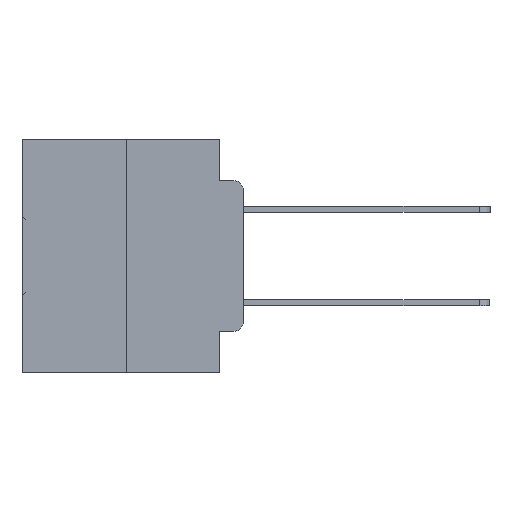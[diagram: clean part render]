
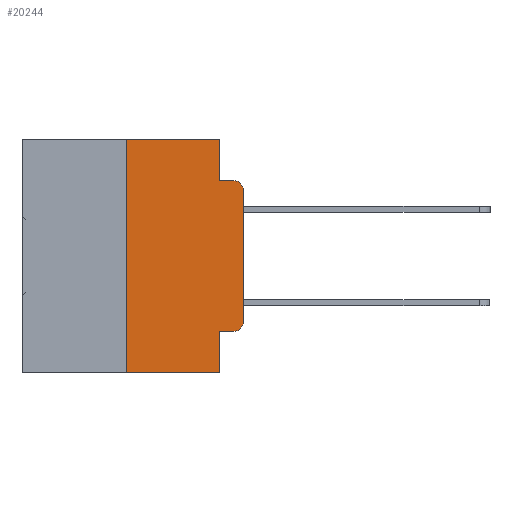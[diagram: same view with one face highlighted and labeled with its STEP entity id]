
A CAD part, left-side view. The second image highlights one B-rep face of the part: STEP entity #20244.
In plain terms, the highlighted planar face has unit normal (-1, 0, 0).
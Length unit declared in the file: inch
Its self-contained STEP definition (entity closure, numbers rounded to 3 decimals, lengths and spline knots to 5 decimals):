
#113 = ORIENTED_EDGE ( 'NONE', *, *, #18227, .F. ) ;
#652 = AXIS2_PLACEMENT_3D ( 'NONE', #11646, #30010, #14338 ) ;
#741 = DIRECTION ( 'NONE',  ( 0., 0., -1. ) ) ;
#1288 = ORIENTED_EDGE ( 'NONE', *, *, #12044, .T. ) ;
#1303 = VERTEX_POINT ( 'NONE', #5145 ) ;
#1633 = VERTEX_POINT ( 'NONE', #22945 ) ;
#1821 = DIRECTION ( 'NONE',  ( -1., 0., 0. ) ) ;
#2299 = DIRECTION ( 'NONE',  ( 0., -1., 0. ) ) ;
#3056 = DIRECTION ( 'NONE',  ( 0., -1., 0. ) ) ;
#3740 = ORIENTED_EDGE ( 'NONE', *, *, #24504, .F. ) ;
#4249 = CARTESIAN_POINT ( 'NONE',  ( 0., 0., -0.3915 ) ) ;
#4359 = VERTEX_POINT ( 'NONE', #26299 ) ;
#5145 = CARTESIAN_POINT ( 'NONE',  ( 0., 0.02, -0.0885 ) ) ;
#5184 = FACE_OUTER_BOUND ( 'NONE', #5423, .T. ) ;
#5423 = EDGE_LOOP ( 'NONE', ( #1288, #5446, #32263, #33228, #3740, #29095, #28035, #113, #12174, #7387 ) ) ;
#5446 = ORIENTED_EDGE ( 'NONE', *, *, #24621, .T. ) ;
#5729 = CARTESIAN_POINT ( 'NONE',  ( 0., 0.25, 0. ) ) ;
#5850 = CIRCLE ( 'NONE', #652, 0.02 ) ;
#5914 = DIRECTION ( 'NONE',  ( 0., 0., 1. ) ) ;
#6514 = LINE ( 'NONE', #19726, #33682 ) ;
#6537 = LINE ( 'NONE', #29461, #26868 ) ;
#6913 = VECTOR ( 'NONE', #741, 39.37008 ) ;
#7387 = ORIENTED_EDGE ( 'NONE', *, *, #22400, .T. ) ;
#7515 = EDGE_CURVE ( 'NONE', #1633, #21578, #13203, .T. ) ;
#8389 = CARTESIAN_POINT ( 'NONE',  ( 0., 0.051, -0.4115 ) ) ;
#9126 = DIRECTION ( 'NONE',  ( 0., -1., 0. ) ) ;
#9908 = PLANE ( 'NONE',  #22103 ) ;
#10767 = LINE ( 'NONE', #14806, #17821 ) ;
#11646 = CARTESIAN_POINT ( 'NONE',  ( 0., 0.02, -0.3915 ) ) ;
#12044 = EDGE_CURVE ( 'NONE', #23908, #14912, #15422, .T. ) ;
#12174 = ORIENTED_EDGE ( 'NONE', *, *, #7515, .T. ) ;
#13203 = LINE ( 'NONE', #8389, #33227 ) ;
#13547 = LINE ( 'NONE', #18348, #33566 ) ;
#14338 = DIRECTION ( 'NONE',  ( 0., 0., -1. ) ) ;
#14524 = CIRCLE ( 'NONE', #17552, 0.02 ) ;
#14806 = CARTESIAN_POINT ( 'NONE',  ( 0., 0.473, 0. ) ) ;
#14912 = VERTEX_POINT ( 'NONE', #28623 ) ;
#15281 = DIRECTION ( 'NONE',  ( 0., 0., -1. ) ) ;
#15422 = LINE ( 'NONE', #21835, #29358 ) ;
#17552 = AXIS2_PLACEMENT_3D ( 'NONE', #17886, #1821, #20566 ) ;
#17614 = VERTEX_POINT ( 'NONE', #32777 ) ;
#17821 = VECTOR ( 'NONE', #33068, 39.37008 ) ;
#17886 = CARTESIAN_POINT ( 'NONE',  ( 0., 0.02, -0.1085 ) ) ;
#18091 = VERTEX_POINT ( 'NONE', #27369 ) ;
#18227 = EDGE_CURVE ( 'NONE', #1633, #4359, #30878, .T. ) ;
#18348 = CARTESIAN_POINT ( 'NONE',  ( 0., 0.473, -0.5 ) ) ;
#19496 = CARTESIAN_POINT ( 'NONE',  ( 0., 0.051, 0. ) ) ;
#19726 = CARTESIAN_POINT ( 'NONE',  ( 0., 0.051, -0.0885 ) ) ;
#20244 = ADVANCED_FACE ( 'NONE', ( #5184 ), #9908, .F. ) ;
#20566 = DIRECTION ( 'NONE',  ( 0., 0., -1. ) ) ;
#20865 = EDGE_CURVE ( 'NONE', #17614, #4359, #13547, .T. ) ;
#21081 = LINE ( 'NONE', #19496, #6913 ) ;
#21578 = VERTEX_POINT ( 'NONE', #31775 ) ;
#21835 = CARTESIAN_POINT ( 'NONE',  ( 0., 0., 0. ) ) ;
#22103 = AXIS2_PLACEMENT_3D ( 'NONE', #28375, #30946, #15281 ) ;
#22400 = EDGE_CURVE ( 'NONE', #21578, #23908, #5850, .T. ) ;
#22626 = CARTESIAN_POINT ( 'NONE',  ( 0., 0.051, 0. ) ) ;
#22945 = CARTESIAN_POINT ( 'NONE',  ( 0., 0.051, -0.4115 ) ) ;
#23146 = CARTESIAN_POINT ( 'NONE',  ( 0., 0.051, -0.0885 ) ) ;
#23908 = VERTEX_POINT ( 'NONE', #4249 ) ;
#24504 = EDGE_CURVE ( 'NONE', #24930, #18091, #10767, .T. ) ;
#24621 = EDGE_CURVE ( 'NONE', #14912, #1303, #14524, .T. ) ;
#24930 = VERTEX_POINT ( 'NONE', #5729 ) ;
#25073 = EDGE_CURVE ( 'NONE', #27709, #1303, #6514, .T. ) ;
#25274 = DIRECTION ( 'NONE',  ( 0., 0., -1. ) ) ;
#26299 = CARTESIAN_POINT ( 'NONE',  ( 0., 0.051, -0.5 ) ) ;
#26868 = VECTOR ( 'NONE', #26888, 39.37008 ) ;
#26888 = DIRECTION ( 'NONE',  ( 0., 0., 1. ) ) ;
#27369 = CARTESIAN_POINT ( 'NONE',  ( 0., 0.051, 0. ) ) ;
#27709 = VERTEX_POINT ( 'NONE', #23146 ) ;
#28035 = ORIENTED_EDGE ( 'NONE', *, *, #20865, .T. ) ;
#28375 = CARTESIAN_POINT ( 'NONE',  ( 0., 0.473, 0. ) ) ;
#28623 = CARTESIAN_POINT ( 'NONE',  ( 0., 0., -0.1085 ) ) ;
#29095 = ORIENTED_EDGE ( 'NONE', *, *, #32663, .F. ) ;
#29358 = VECTOR ( 'NONE', #5914, 39.37008 ) ;
#29461 = CARTESIAN_POINT ( 'NONE',  ( 0., 0.25, 0. ) ) ;
#30010 = DIRECTION ( 'NONE',  ( -1., 0., 0. ) ) ;
#30055 = VECTOR ( 'NONE', #25274, 39.37008 ) ;
#30878 = LINE ( 'NONE', #22626, #30055 ) ;
#30946 = DIRECTION ( 'NONE',  ( 1., 0., 0. ) ) ;
#31775 = CARTESIAN_POINT ( 'NONE',  ( 0., 0.02, -0.4115 ) ) ;
#32263 = ORIENTED_EDGE ( 'NONE', *, *, #25073, .F. ) ;
#32663 = EDGE_CURVE ( 'NONE', #17614, #24930, #6537, .T. ) ;
#32777 = CARTESIAN_POINT ( 'NONE',  ( 0., 0.25, -0.5 ) ) ;
#33068 = DIRECTION ( 'NONE',  ( 0., -1., 0. ) ) ;
#33227 = VECTOR ( 'NONE', #3056, 39.37008 ) ;
#33228 = ORIENTED_EDGE ( 'NONE', *, *, #33303, .F. ) ;
#33303 = EDGE_CURVE ( 'NONE', #18091, #27709, #21081, .T. ) ;
#33566 = VECTOR ( 'NONE', #2299, 39.37008 ) ;
#33682 = VECTOR ( 'NONE', #9126, 39.37008 ) ;
